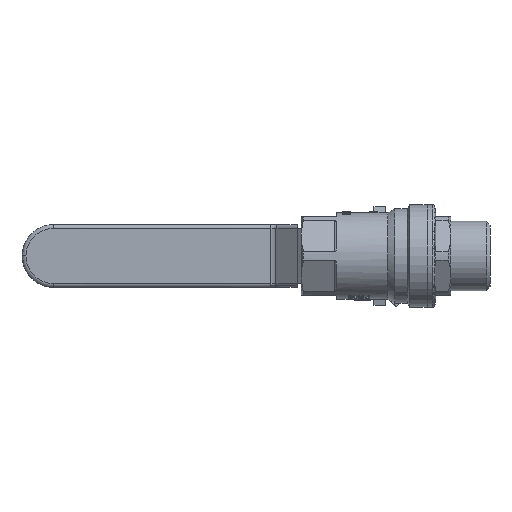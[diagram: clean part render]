
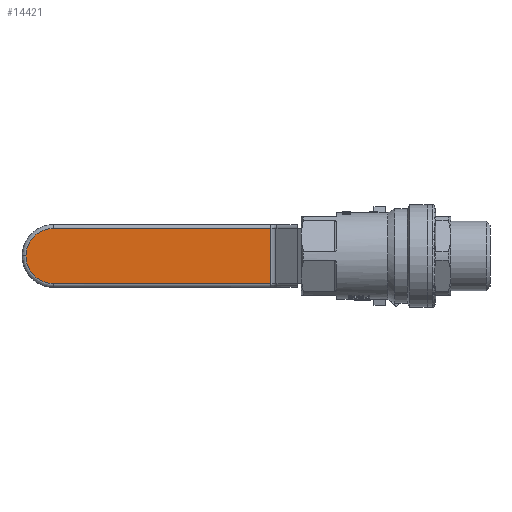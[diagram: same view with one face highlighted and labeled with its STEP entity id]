
A CAD part, front view. The second image highlights one B-rep face of the part: STEP entity #14421.
In plain terms, the highlighted planar face has unit normal (0, -1, 0).
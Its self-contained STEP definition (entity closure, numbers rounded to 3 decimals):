
#1229=CIRCLE('',#15407,7.);
#1230=CIRCLE('',#15408,7.);
#1708=ORIENTED_EDGE('',*,*,#6152,.F.);
#1709=ORIENTED_EDGE('',*,*,#6153,.F.);
#1710=ORIENTED_EDGE('',*,*,#6154,.T.);
#1711=ORIENTED_EDGE('',*,*,#6155,.T.);
#1712=ORIENTED_EDGE('',*,*,#6156,.T.);
#6152=EDGE_CURVE('',#8384,#8385,#1229,.T.);
#6153=EDGE_CURVE('',#8386,#8384,#1230,.T.);
#6154=EDGE_CURVE('',#8386,#8387,#9887,.T.);
#6155=EDGE_CURVE('',#8387,#8388,#9888,.T.);
#6156=EDGE_CURVE('',#8388,#8385,#9889,.T.);
#8384=VERTEX_POINT('',#22698);
#8385=VERTEX_POINT('',#22699);
#8386=VERTEX_POINT('',#22701);
#8387=VERTEX_POINT('',#22703);
#8388=VERTEX_POINT('',#22705);
#9887=LINE('',#22702,#10887);
#9888=LINE('',#22704,#10888);
#9889=LINE('',#22706,#10889);
#10887=VECTOR('',#17602,1000.);
#10888=VECTOR('',#17603,1000.);
#10889=VECTOR('',#17604,1000.);
#11817=EDGE_LOOP('',(#1708,#1709,#1710,#1711,#1712));
#12777=FACE_BOUND('',#11817,.T.);
#13722=PLANE('',#15406);
#14421=ADVANCED_FACE('',(#12777),#13722,.T.);
#15406=AXIS2_PLACEMENT_3D('',#22696,#17596,#17597);
#15407=AXIS2_PLACEMENT_3D('',#22697,#17598,#17599);
#15408=AXIS2_PLACEMENT_3D('',#22700,#17600,#17601);
#17596=DIRECTION('',(0.,-1.,0.));
#17597=DIRECTION('',(-1.,0.,0.));
#17598=DIRECTION('',(0.,1.,0.));
#17599=DIRECTION('',(1.,0.,0.));
#17600=DIRECTION('',(0.,1.,0.));
#17601=DIRECTION('',(0.,0.,1.));
#17602=DIRECTION('',(-1.,0.,0.));
#17603=DIRECTION('',(0.,0.,-1.));
#17604=DIRECTION('',(1.,0.,0.));
#22696=CARTESIAN_POINT('',(87.5,39.5,-14.));
#22697=CARTESIAN_POINT('',(79.5,39.5,-14.));
#22698=CARTESIAN_POINT('',(86.5,39.5,-14.));
#22699=CARTESIAN_POINT('',(79.5,39.5,-21.));
#22700=CARTESIAN_POINT('',(79.5,39.5,-14.));
#22701=CARTESIAN_POINT('',(79.5,39.5,-7.));
#22702=CARTESIAN_POINT('',(51.854,39.5,-7.));
#22703=CARTESIAN_POINT('',(24.207,39.5,-7.));
#22704=CARTESIAN_POINT('',(24.207,39.5,-14.));
#22705=CARTESIAN_POINT('',(24.207,39.5,-21.));
#22706=CARTESIAN_POINT('',(51.853,39.5,-21.));
